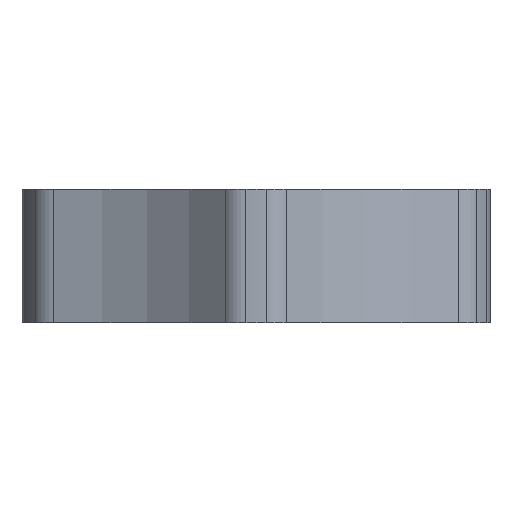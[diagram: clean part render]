
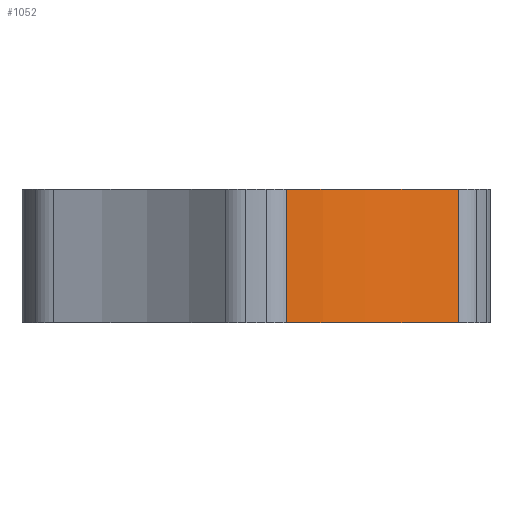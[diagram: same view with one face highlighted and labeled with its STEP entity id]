
A CAD part, left-side view. The second image highlights one B-rep face of the part: STEP entity #1052.
In plain terms, the highlighted cylindrical face has radius 11.342 mm (diameter 22.684 mm), a partial arc.
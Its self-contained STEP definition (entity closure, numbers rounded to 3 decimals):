
#23=CIRCLE('',#1153,11.342);
#52=CIRCLE('',#1188,11.342);
#176=LINE('',#2079,#245);
#177=LINE('',#2081,#246);
#245=VECTOR('',#1508,10.);
#246=VECTOR('',#1511,10.);
#306=FACE_OUTER_BOUND('',#370,.T.);
#370=EDGE_LOOP('',(#892,#893,#894,#895));
#456=VERTEX_POINT('',#1959);
#457=VERTEX_POINT('',#1961);
#485=VERTEX_POINT('',#2034);
#486=VERTEX_POINT('',#2036);
#586=EDGE_CURVE('',#456,#457,#23,.T.);
#620=EDGE_CURVE('',#485,#486,#52,.T.);
#642=EDGE_CURVE('',#456,#486,#176,.T.);
#643=EDGE_CURVE('',#457,#485,#177,.T.);
#892=ORIENTED_EDGE('',*,*,#642,.T.);
#893=ORIENTED_EDGE('',*,*,#620,.F.);
#894=ORIENTED_EDGE('',*,*,#643,.F.);
#895=ORIENTED_EDGE('',*,*,#586,.F.);
#992=CYLINDRICAL_SURFACE('',#1210,11.342);
#1052=ADVANCED_FACE('',(#306),#992,.F.);
#1153=AXIS2_PLACEMENT_3D('',#1962,#1389,#1390);
#1188=AXIS2_PLACEMENT_3D('',#2037,#1461,#1462);
#1210=AXIS2_PLACEMENT_3D('',#2080,#1509,#1510);
#1389=DIRECTION('center_axis',(0.,0.,-1.));
#1390=DIRECTION('ref_axis',(-0.984,-0.181,0.));
#1461=DIRECTION('center_axis',(0.,0.,1.));
#1462=DIRECTION('ref_axis',(-0.674,-0.738,0.));
#1508=DIRECTION('',(0.,0.,-1.));
#1509=DIRECTION('center_axis',(0.,0.,1.));
#1510=DIRECTION('ref_axis',(-0.984,-0.181,0.));
#1511=DIRECTION('',(0.,0.,-1.));
#1959=CARTESIAN_POINT('',(-8.668,-1.047,4.));
#1961=CARTESIAN_POINT('',(-5.241,-6.984,4.));
#1962=CARTESIAN_POINT('Origin',(-16.318,-9.421,4.));
#2034=CARTESIAN_POINT('',(-5.241,-6.984,-0.6));
#2036=CARTESIAN_POINT('',(-8.668,-1.047,-0.6));
#2037=CARTESIAN_POINT('Origin',(-16.318,-9.421,-0.6));
#2079=CARTESIAN_POINT('',(-8.668,-1.047,0.));
#2080=CARTESIAN_POINT('Origin',(-16.318,-9.421,0.));
#2081=CARTESIAN_POINT('',(-5.241,-6.984,0.));
